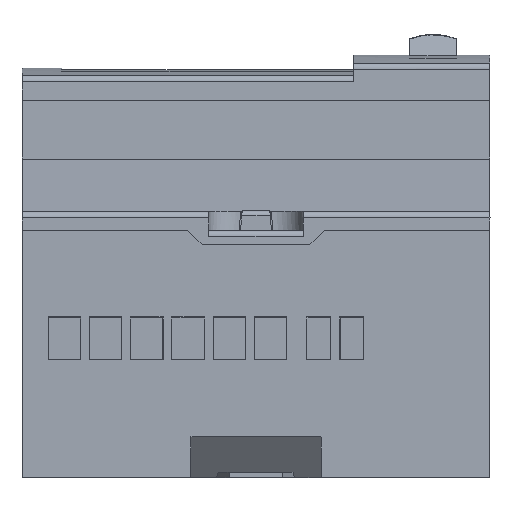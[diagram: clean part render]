
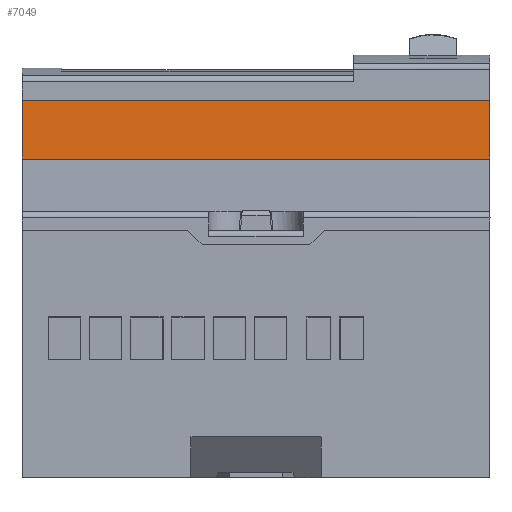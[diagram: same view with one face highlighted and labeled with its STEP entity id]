
A CAD part, front view. The second image highlights one B-rep face of the part: STEP entity #7049.
In plain terms, the highlighted planar face has unit normal (0, -1, 0.018).
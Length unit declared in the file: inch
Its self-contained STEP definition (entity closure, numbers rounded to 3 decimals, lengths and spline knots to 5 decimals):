
#65 = CARTESIAN_POINT ( 'NONE',  ( -1.41732, -0.88774, 1.73269 ) ) ;
#384 = ORIENTED_EDGE ( 'NONE', *, *, #6287, .T. ) ;
#841 = CARTESIAN_POINT ( 'NONE',  ( -4.25197, -0.88155, 2.08702 ) ) ;
#1044 = LINE ( 'NONE', #17076, #15248 ) ;
#2174 = VECTOR ( 'NONE', #10094, 39.37008 ) ;
#3365 = EDGE_CURVE ( 'NONE', #25991, #9190, #24795, .T. ) ;
#5893 = AXIS2_PLACEMENT_3D ( 'NONE', #8103, #24162, #18208 ) ;
#6287 = EDGE_CURVE ( 'NONE', #9190, #7926, #19165, .T. ) ;
#6958 = DIRECTION ( 'NONE',  ( -1., 0., 0. ) ) ;
#7049 = ADVANCED_FACE ( 'NONE', ( #10501 ), #24414, .T. ) ;
#7525 = LINE ( 'NONE', #65, #2174 ) ;
#7926 = VERTEX_POINT ( 'NONE', #18155 ) ;
#8103 = CARTESIAN_POINT ( 'NONE',  ( -4.35011, -0.88774, 1.73269 ) ) ;
#8786 = VECTOR ( 'NONE', #17872, 39.37008 ) ;
#9190 = VERTEX_POINT ( 'NONE', #22945 ) ;
#9399 = ORIENTED_EDGE ( 'NONE', *, *, #3365, .T. ) ;
#10094 = DIRECTION ( 'NONE',  ( 0., 0.017, 1. ) ) ;
#10386 = VECTOR ( 'NONE', #13006, 39.37008 ) ;
#10501 = FACE_OUTER_BOUND ( 'NONE', #21754, .T. ) ;
#13006 = DIRECTION ( 'NONE',  ( 0., -0.017, -1. ) ) ;
#13561 = ORIENTED_EDGE ( 'NONE', *, *, #15995, .F. ) ;
#14239 = CARTESIAN_POINT ( 'NONE',  ( -1.41732, -0.88155, 2.08702 ) ) ;
#15248 = VECTOR ( 'NONE', #6958, 39.37008 ) ;
#15995 = EDGE_CURVE ( 'NONE', #25191, #7926, #1044, .T. ) ;
#17076 = CARTESIAN_POINT ( 'NONE',  ( -4.25197, -0.88774, 1.73269 ) ) ;
#17872 = DIRECTION ( 'NONE',  ( -1., 0., 0. ) ) ;
#18155 = CARTESIAN_POINT ( 'NONE',  ( -4.25197, -0.88774, 1.73269 ) ) ;
#18208 = DIRECTION ( 'NONE',  ( 0., -0.017, -1. ) ) ;
#19165 = LINE ( 'NONE', #841, #10386 ) ;
#19900 = ORIENTED_EDGE ( 'NONE', *, *, #24489, .T. ) ;
#21754 = EDGE_LOOP ( 'NONE', ( #384, #13561, #19900, #9399 ) ) ;
#21767 = CARTESIAN_POINT ( 'NONE',  ( -4.35011, -0.88155, 2.08702 ) ) ;
#22751 = CARTESIAN_POINT ( 'NONE',  ( -1.41732, -0.88774, 1.73269 ) ) ;
#22945 = CARTESIAN_POINT ( 'NONE',  ( -4.25197, -0.88155, 2.08702 ) ) ;
#24162 = DIRECTION ( 'NONE',  ( 0., -1., 0.017 ) ) ;
#24414 = PLANE ( 'NONE',  #5893 ) ;
#24489 = EDGE_CURVE ( 'NONE', #25191, #25991, #7525, .T. ) ;
#24795 = LINE ( 'NONE', #21767, #8786 ) ;
#25191 = VERTEX_POINT ( 'NONE', #22751 ) ;
#25991 = VERTEX_POINT ( 'NONE', #14239 ) ;
